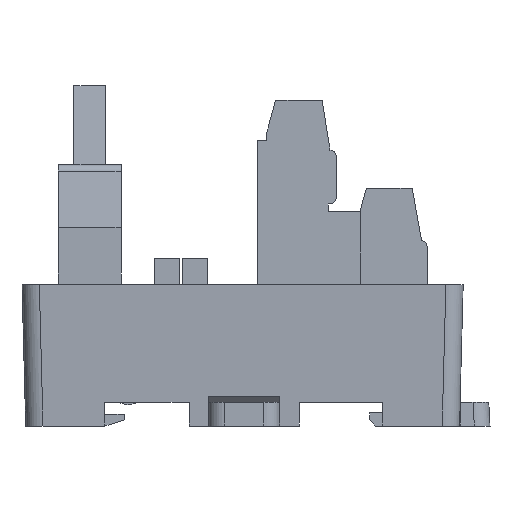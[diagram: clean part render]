
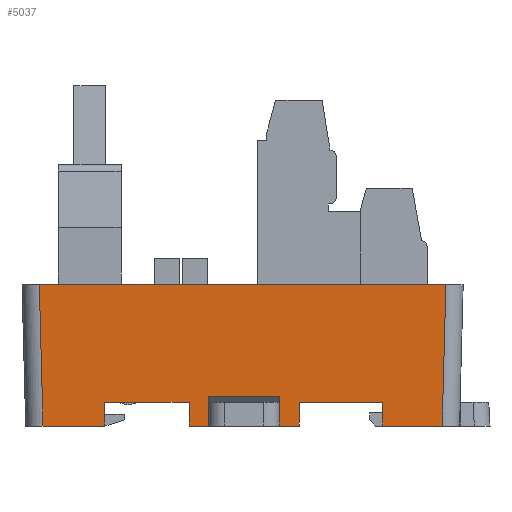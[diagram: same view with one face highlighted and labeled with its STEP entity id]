
A CAD part, left-side view. The second image highlights one B-rep face of the part: STEP entity #5037.
In plain terms, the highlighted planar face has unit normal (-1, 0, -0.026).
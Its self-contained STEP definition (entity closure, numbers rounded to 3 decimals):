
#3200=FACE_OUTER_BOUND('',#9378,.T.);
#5037=ADVANCED_FACE('',(#3200),#6939,.T.);
#6939=PLANE('',#37118);
#9378=EDGE_LOOP('',(#12083,#12084,#12085,#12086,#12087,#12088,#12089,#12090,
#12091,#12092,#12093,#12094,#12095,#12096,#12097,#12098));
#12083=ORIENTED_EDGE('',*,*,#25008,.T.);
#12084=ORIENTED_EDGE('',*,*,#25009,.T.);
#12085=ORIENTED_EDGE('',*,*,#24975,.T.);
#12086=ORIENTED_EDGE('',*,*,#24930,.F.);
#12087=ORIENTED_EDGE('',*,*,#25010,.F.);
#12088=ORIENTED_EDGE('',*,*,#25011,.F.);
#12089=ORIENTED_EDGE('',*,*,#25012,.F.);
#12090=ORIENTED_EDGE('',*,*,#24962,.T.);
#12091=ORIENTED_EDGE('',*,*,#25013,.F.);
#12092=ORIENTED_EDGE('',*,*,#24971,.T.);
#12093=ORIENTED_EDGE('',*,*,#25014,.F.);
#12094=ORIENTED_EDGE('',*,*,#25015,.T.);
#12095=ORIENTED_EDGE('',*,*,#25016,.F.);
#12096=ORIENTED_EDGE('',*,*,#25017,.T.);
#12097=ORIENTED_EDGE('',*,*,#24994,.T.);
#12098=ORIENTED_EDGE('',*,*,#25018,.T.);
#21625=VERTEX_POINT('',#49425);
#21626=VERTEX_POINT('',#49427);
#21657=VERTEX_POINT('',#49492);
#21658=VERTEX_POINT('',#49494);
#21666=VERTEX_POINT('',#49511);
#21667=VERTEX_POINT('',#49513);
#21669=VERTEX_POINT('',#49521);
#21684=VERTEX_POINT('',#49555);
#21685=VERTEX_POINT('',#49557);
#21695=VERTEX_POINT('',#49583);
#21696=VERTEX_POINT('',#49584);
#21697=VERTEX_POINT('',#49587);
#21698=VERTEX_POINT('',#49589);
#21699=VERTEX_POINT('',#49593);
#21700=VERTEX_POINT('',#49595);
#21701=VERTEX_POINT('',#49597);
#24930=EDGE_CURVE('',#21625,#21626,#29790,.T.);
#24962=EDGE_CURVE('',#21658,#21657,#29822,.T.);
#24971=EDGE_CURVE('',#21667,#21666,#29831,.T.);
#24975=EDGE_CURVE('',#21669,#21626,#29835,.T.);
#24994=EDGE_CURVE('',#21685,#21684,#29851,.T.);
#25008=EDGE_CURVE('',#21695,#21696,#29865,.T.);
#25009=EDGE_CURVE('',#21696,#21669,#29866,.T.);
#25010=EDGE_CURVE('',#21697,#21625,#29867,.T.);
#25011=EDGE_CURVE('',#21698,#21697,#29868,.T.);
#25012=EDGE_CURVE('',#21658,#21698,#29869,.T.);
#25013=EDGE_CURVE('',#21667,#21657,#29870,.T.);
#25014=EDGE_CURVE('',#21699,#21666,#29871,.T.);
#25015=EDGE_CURVE('',#21699,#21700,#29872,.T.);
#25016=EDGE_CURVE('',#21701,#21700,#29873,.T.);
#25017=EDGE_CURVE('',#21701,#21685,#29874,.T.);
#25018=EDGE_CURVE('',#21684,#21695,#29875,.T.);
#29790=LINE('',#49426,#33581);
#29822=LINE('',#49493,#33613);
#29831=LINE('',#49512,#33622);
#29835=LINE('',#49520,#33626);
#29851=LINE('',#49556,#33642);
#29865=LINE('',#49582,#33656);
#29866=LINE('',#49585,#33657);
#29867=LINE('',#49586,#33658);
#29868=LINE('',#49588,#33659);
#29869=LINE('',#49590,#33660);
#29870=LINE('',#49591,#33661);
#29871=LINE('',#49592,#33662);
#29872=LINE('',#49594,#33663);
#29873=LINE('',#49596,#33664);
#29874=LINE('',#49598,#33665);
#29875=LINE('',#49599,#33666);
#33581=VECTOR('',#40048,1.);
#33613=VECTOR('',#40086,1.);
#33622=VECTOR('',#40097,1.);
#33626=VECTOR('',#40105,1.);
#33642=VECTOR('',#40129,1.);
#33656=VECTOR('',#40147,1.);
#33657=VECTOR('',#40148,1.);
#33658=VECTOR('',#40149,1.);
#33659=VECTOR('',#40150,1.);
#33660=VECTOR('',#40151,1.);
#33661=VECTOR('',#40152,1.);
#33662=VECTOR('',#40153,1.);
#33663=VECTOR('',#40154,1.);
#33664=VECTOR('',#40155,1.);
#33665=VECTOR('',#40156,1.);
#33666=VECTOR('',#40157,1.);
#37118=AXIS2_PLACEMENT_3D('',#49600,#40158,#40159);
#40048=DIRECTION('',(0.026,0.,-1.));
#40086=DIRECTION('',(-0.026,0.,1.));
#40097=DIRECTION('',(0.026,0.,-1.));
#40105=DIRECTION('',(0.,-1.,0.));
#40129=DIRECTION('',(0.,-1.,0.));
#40147=DIRECTION('',(0.,1.,0.));
#40148=DIRECTION('',(0.026,-0.026,-0.999));
#40149=DIRECTION('',(0.,1.,0.));
#40150=DIRECTION('',(-0.026,0.,1.));
#40151=DIRECTION('',(0.,1.,0.));
#40152=DIRECTION('',(0.,1.,0.));
#40153=DIRECTION('',(0.,1.,0.));
#40154=DIRECTION('',(-0.026,0.,1.));
#40155=DIRECTION('',(0.,1.,0.));
#40156=DIRECTION('',(0.026,0.,-1.));
#40157=DIRECTION('',(-0.026,-0.026,0.999));
#40158=DIRECTION('',(-1.,0.,-0.026));
#40159=DIRECTION('',(0.026,0.,-1.));
#49425=CARTESIAN_POINT('',(-46.007,45.6,-15.));
#49426=CARTESIAN_POINT('',(-45.994,45.6,-15.49));
#49427=CARTESIAN_POINT('',(-45.929,45.6,-18.));
#49492=CARTESIAN_POINT('',(-46.026,32.4,-14.274));
#49493=CARTESIAN_POINT('',(-46.4,32.4,-0.003));
#49494=CARTESIAN_POINT('',(-45.929,32.4,-18.));
#49511=CARTESIAN_POINT('',(-45.929,23.3,-18.));
#49512=CARTESIAN_POINT('',(-46.4,23.3,-0.003));
#49513=CARTESIAN_POINT('',(-46.026,23.3,-14.274));
#49520=CARTESIAN_POINT('',(-45.929,28.35,-18.));
#49521=CARTESIAN_POINT('',(-45.929,53.429,-18.));
#49555=CARTESIAN_POINT('',(-45.929,2.671,-18.));
#49556=CARTESIAN_POINT('',(-45.929,27.85,-18.));
#49557=CARTESIAN_POINT('',(-45.929,10.2,-18.));
#49582=CARTESIAN_POINT('',(-46.4,28.35,0.));
#49583=CARTESIAN_POINT('',(-46.4,2.199,0.));
#49584=CARTESIAN_POINT('',(-46.4,53.901,0.));
#49585=CARTESIAN_POINT('',(-46.383,53.884,-0.66));
#49586=CARTESIAN_POINT('',(-46.007,27.85,-15.));
#49587=CARTESIAN_POINT('',(-46.007,34.85,-15.));
#49588=CARTESIAN_POINT('',(-46.4,34.85,-0.003));
#49589=CARTESIAN_POINT('',(-45.929,34.85,-18.));
#49590=CARTESIAN_POINT('',(-45.929,27.85,-18.));
#49591=CARTESIAN_POINT('',(-46.026,237.295,-14.274));
#49592=CARTESIAN_POINT('',(-45.929,27.85,-18.));
#49593=CARTESIAN_POINT('',(-45.929,20.85,-18.));
#49594=CARTESIAN_POINT('',(-45.917,20.85,-18.461));
#49595=CARTESIAN_POINT('',(-46.007,20.85,-15.));
#49596=CARTESIAN_POINT('',(-46.007,27.85,-15.));
#49597=CARTESIAN_POINT('',(-46.007,10.2,-15.));
#49598=CARTESIAN_POINT('',(-46.4,10.2,-0.003));
#49599=CARTESIAN_POINT('',(-46.383,2.217,-0.66));
#49600=CARTESIAN_POINT('',(-46.4,28.35,-0.003));
